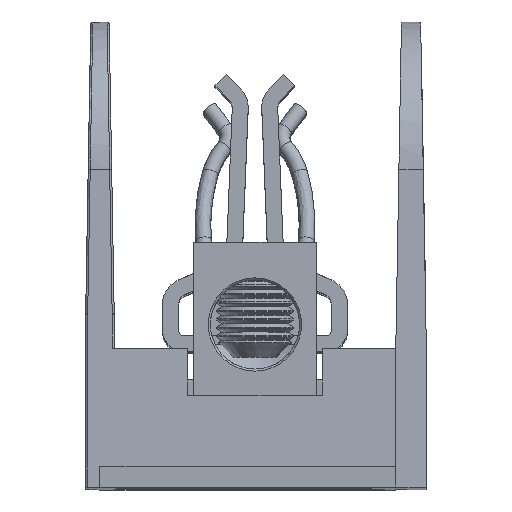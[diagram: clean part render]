
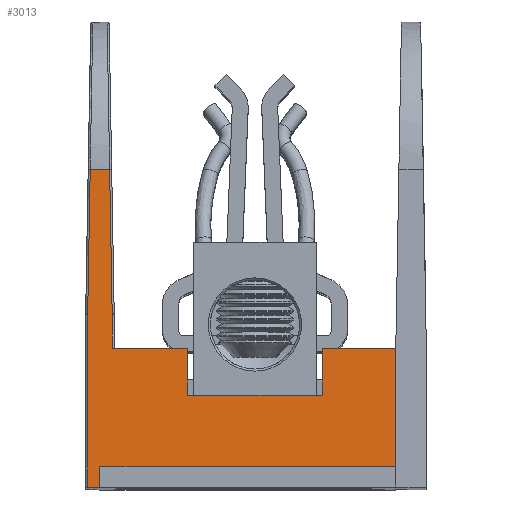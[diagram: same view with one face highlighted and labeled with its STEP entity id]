
A CAD part, top view. The second image highlights one B-rep face of the part: STEP entity #3013.
In plain terms, the highlighted planar face has unit normal (0, 0.035, 0.999).
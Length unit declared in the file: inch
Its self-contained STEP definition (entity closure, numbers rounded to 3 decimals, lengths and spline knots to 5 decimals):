
#76 = VERTEX_POINT ( 'NONE', #6562 ) ;
#718 = EDGE_CURVE ( 'NONE', #34794, #1188, #4185, .T. ) ;
#1188 = VERTEX_POINT ( 'NONE', #7277 ) ;
#1659 = VERTEX_POINT ( 'NONE', #46614 ) ;
#1685 = EDGE_CURVE ( 'NONE', #7872, #20769, #11500, .T. ) ;
#2029 = EDGE_CURVE ( 'NONE', #7774, #46620, #18660, .T. ) ;
#2653 =( BOUNDED_CURVE ( )  B_SPLINE_CURVE ( 3, ( #36320, #28463, #44202, #20739 ),
 .UNSPECIFIED., .F., .T. ) 
 B_SPLINE_CURVE_WITH_KNOTS ( ( 4, 4 ),
 ( 1.55334, 1.5708 ),
 .UNSPECIFIED. ) 
 CURVE ( )  GEOMETRIC_REPRESENTATION_ITEM ( )  RATIONAL_B_SPLINE_CURVE ( ( 1., 1., 1., 1. ) ) 
 REPRESENTATION_ITEM ( '' )  );
#2985 = ORIENTED_EDGE ( 'NONE', *, *, #45738, .T. ) ;
#3013 = ADVANCED_FACE ( 'NONE', ( #47678 ), #19885, .T. ) ;
#3205 = CARTESIAN_POINT ( 'NONE',  ( 0.13, 0., 4.0625 ) ) ;
#3696 = EDGE_CURVE ( 'NONE', #18876, #76, #36615, .T. ) ;
#4027 = EDGE_CURVE ( 'NONE', #7042, #20769, #30700, .T. ) ;
#4185 = LINE ( 'NONE', #13210, #40046 ) ;
#4359 = VERTEX_POINT ( 'NONE', #16722 ) ;
#5106 = VECTOR ( 'NONE', #33592, 39.37008 ) ;
#5598 = ORIENTED_EDGE ( 'NONE', *, *, #45275, .T. ) ;
#5975 = CARTESIAN_POINT ( 'NONE',  ( 0.13, 0.84644, 4.03294 ) ) ;
#6170 = CARTESIAN_POINT ( 'NONE',  ( 0., 0., 4.0625 ) ) ;
#6562 = CARTESIAN_POINT ( 'NONE',  ( 1.16, 0.45, 4.04679 ) ) ;
#6965 = CARTESIAN_POINT ( 'NONE',  ( 1.16, 0.7175, 4.03744 ) ) ;
#7012 = CARTESIAN_POINT ( 'NONE',  ( 0.11764, 1.556, 4.00816 ) ) ;
#7042 = VERTEX_POINT ( 'NONE', #36613 ) ;
#7277 = CARTESIAN_POINT ( 'NONE',  ( 0.5, 0.68, 4.03875 ) ) ;
#7725 = ORIENTED_EDGE ( 'NONE', *, *, #2029, .T. ) ;
#7774 = VERTEX_POINT ( 'NONE', #34858 ) ;
#7872 = VERTEX_POINT ( 'NONE', #47389 ) ;
#8069 = ORIENTED_EDGE ( 'NONE', *, *, #9392, .F. ) ;
#8210 = DIRECTION ( 'NONE',  ( -0.017, -0.999, 0.035 ) ) ;
#9045 = ORIENTED_EDGE ( 'NONE', *, *, #36786, .T. ) ;
#9364 = ORIENTED_EDGE ( 'NONE', *, *, #3696, .F. ) ;
#9392 = EDGE_CURVE ( 'NONE', #76, #4359, #25261, .T. ) ;
#9395 = DIRECTION ( 'NONE',  ( 0., 0.999, -0.035 ) ) ;
#9533 = CARTESIAN_POINT ( 'NONE',  ( 0.01, 0., 4.0625 ) ) ;
#10451 = CARTESIAN_POINT ( 'NONE',  ( 0.13, 0.84749, 4.03291 ) ) ;
#10608 = ORIENTED_EDGE ( 'NONE', *, *, #4027, .F. ) ;
#10858 = VECTOR ( 'NONE', #25670, 39.37008 ) ;
#10939 = DIRECTION ( 'NONE',  ( -0.017, 0.999, -0.035 ) ) ;
#11235 = CARTESIAN_POINT ( 'NONE',  ( 1.52, 0., 4.0625 ) ) ;
#11499 = EDGE_CURVE ( 'NONE', #36790, #7774, #2653, .T. ) ;
#11500 = LINE ( 'NONE', #25485, #10858 ) ;
#12117 = EDGE_CURVE ( 'NONE', #1659, #36790, #29508, .T. ) ;
#12308 = CARTESIAN_POINT ( 'NONE',  ( 0.025, 1.55617, 4.00816 ) ) ;
#12348 = VECTOR ( 'NONE', #35713, 39.37008 ) ;
#13210 = CARTESIAN_POINT ( 'NONE',  ( 0., 0.68, 4.03875 ) ) ;
#13327 = AXIS2_PLACEMENT_3D ( 'NONE', #16164, #43496, #20061 ) ;
#14375 = VECTOR ( 'NONE', #34005, 39.37008 ) ;
#14702 = DIRECTION ( 'NONE',  ( 0., -0.999, 0.035 ) ) ;
#16164 = CARTESIAN_POINT ( 'NONE',  ( 0., 0., 4.0625 ) ) ;
#16722 = CARTESIAN_POINT ( 'NONE',  ( 1.16, 0.68, 4.03875 ) ) ;
#17265 = ORIENTED_EDGE ( 'NONE', *, *, #11499, .T. ) ;
#18321 = CARTESIAN_POINT ( 'NONE',  ( 0.12999, 0.84854, 4.03287 ) ) ;
#18574 = VECTOR ( 'NONE', #30656, 39.37008 ) ;
#18660 = LINE ( 'NONE', #9533, #18574 ) ;
#18876 = VERTEX_POINT ( 'NONE', #30505 ) ;
#19310 = EDGE_CURVE ( 'NONE', #18876, #1188, #31500, .T. ) ;
#19885 = PLANE ( 'NONE',  #13327 ) ;
#20061 = DIRECTION ( 'NONE',  ( 0., -0.999, 0.035 ) ) ;
#20136 = ORIENTED_EDGE ( 'NONE', *, *, #49566, .T. ) ;
#20311 = VECTOR ( 'NONE', #9395, 39.37008 ) ;
#20640 = DIRECTION ( 'NONE',  ( 1., 0., 0. ) ) ;
#20687 = LINE ( 'NONE', #21577, #31146 ) ;
#20739 = CARTESIAN_POINT ( 'NONE',  ( 0.01, 0.84644, 4.03294 ) ) ;
#20769 = VERTEX_POINT ( 'NONE', #45313 ) ;
#21008 = EDGE_LOOP ( 'NONE', ( #49027, #42784, #10608, #23865, #8069, #9364, #41944, #22245, #2985, #5598, #9045, #46090, #42908, #17265, #7725, #20136 ) ) ;
#21577 = CARTESIAN_POINT ( 'NONE',  ( 0., 0.68, 4.03875 ) ) ;
#22245 = ORIENTED_EDGE ( 'NONE', *, *, #718, .F. ) ;
#23793 = VERTEX_POINT ( 'NONE', #5975 ) ;
#23865 = ORIENTED_EDGE ( 'NONE', *, *, #46674, .F. ) ;
#24927 = CARTESIAN_POINT ( 'NONE',  ( 0., 0.45, 4.04679 ) ) ;
#25261 = LINE ( 'NONE', #6965, #14375 ) ;
#25485 = CARTESIAN_POINT ( 'NONE',  ( 0.07, 0.1, 4.05901 ) ) ;
#25597 = CARTESIAN_POINT ( 'NONE',  ( 0.11764, 1.55617, 4.00816 ) ) ;
#25670 = DIRECTION ( 'NONE',  ( 1., 0., 0. ) ) ;
#25689 = DIRECTION ( 'NONE',  ( 0., 0.999, -0.035 ) ) ;
#27012 = LINE ( 'NONE', #3205, #36152 ) ;
#28463 = CARTESIAN_POINT ( 'NONE',  ( 0.01001, 0.84854, 4.03287 ) ) ;
#28872 = DIRECTION ( 'NONE',  ( 1., 0., 0. ) ) ;
#29164 = VECTOR ( 'NONE', #8210, 39.37008 ) ;
#29508 = LINE ( 'NONE', #31669, #29164 ) ;
#30505 = CARTESIAN_POINT ( 'NONE',  ( 0.5, 0.45, 4.04679 ) ) ;
#30547 = VECTOR ( 'NONE', #14702, 39.37008 ) ;
#30656 = DIRECTION ( 'NONE',  ( 0., -0.999, 0.035 ) ) ;
#30700 = LINE ( 'NONE', #11235, #30547 ) ;
#31146 = VECTOR ( 'NONE', #45080, 39.37008 ) ;
#31412 = VECTOR ( 'NONE', #25689, 39.37008 ) ;
#31500 = LINE ( 'NONE', #37170, #31412 ) ;
#31669 = CARTESIAN_POINT ( 'NONE',  ( 0.01002, 0.84923, 4.03284 ) ) ;
#31756 = CARTESIAN_POINT ( 'NONE',  ( 0.12997, 0.84958, 4.03283 ) ) ;
#32706 = CARTESIAN_POINT ( 'NONE',  ( 0.01, 0., 4.0625 ) ) ;
#32852 = CARTESIAN_POINT ( 'NONE',  ( 0.07, 0.1, 4.05901 ) ) ;
#33153 = LINE ( 'NONE', #12308, #12348 ) ;
#33556 = EDGE_CURVE ( 'NONE', #43435, #1659, #33153, .T. ) ;
#33592 = DIRECTION ( 'NONE',  ( 1., 0., 0. ) ) ;
#34005 = DIRECTION ( 'NONE',  ( 0., 0.999, -0.035 ) ) ;
#34390 = CARTESIAN_POINT ( 'NONE',  ( 0.01003, 0.84958, 4.03283 ) ) ;
#34794 = VERTEX_POINT ( 'NONE', #36465 ) ;
#34858 = CARTESIAN_POINT ( 'NONE',  ( 0.01, 0.84644, 4.03294 ) ) ;
#35121 = LINE ( 'NONE', #6170, #5106 ) ;
#35713 = DIRECTION ( 'NONE',  ( -1., 0., 0. ) ) ;
#36152 = VECTOR ( 'NONE', #50052, 39.37008 ) ;
#36320 = CARTESIAN_POINT ( 'NONE',  ( 0.01003, 0.84958, 4.03283 ) ) ;
#36465 = CARTESIAN_POINT ( 'NONE',  ( 0.13, 0.68, 4.03875 ) ) ;
#36511 = VECTOR ( 'NONE', #28872, 39.37008 ) ;
#36613 = CARTESIAN_POINT ( 'NONE',  ( 1.52, 0.68, 4.03875 ) ) ;
#36615 = LINE ( 'NONE', #24927, #36511 ) ;
#36786 = EDGE_CURVE ( 'NONE', #47793, #43435, #40741, .T. ) ;
#36790 = VERTEX_POINT ( 'NONE', #34390 ) ;
#37170 = CARTESIAN_POINT ( 'NONE',  ( 0.5, 0., 4.0625 ) ) ;
#37870 = CARTESIAN_POINT ( 'NONE',  ( 0.13, 0.84644, 4.03294 ) ) ;
#38899 =( BOUNDED_CURVE ( )  B_SPLINE_CURVE ( 3, ( #37870, #10451, #18321, #45755 ),
 .UNSPECIFIED., .F., .F. ) 
 B_SPLINE_CURVE_WITH_KNOTS ( ( 4, 4 ),
 ( 1.5708, 1.58825 ),
 .UNSPECIFIED. ) 
 CURVE ( )  GEOMETRIC_REPRESENTATION_ITEM ( )  RATIONAL_B_SPLINE_CURVE ( ( 1., 1., 1., 1. ) ) 
 REPRESENTATION_ITEM ( '' )  );
#39535 = VECTOR ( 'NONE', #10939, 39.37008 ) ;
#40046 = VECTOR ( 'NONE', #20640, 39.37008 ) ;
#40741 = LINE ( 'NONE', #7012, #39535 ) ;
#41113 = EDGE_CURVE ( 'NONE', #49374, #7872, #41130, .T. ) ;
#41130 = LINE ( 'NONE', #32852, #20311 ) ;
#41944 = ORIENTED_EDGE ( 'NONE', *, *, #19310, .T. ) ;
#42666 = CARTESIAN_POINT ( 'NONE',  ( 0.07, 0., 4.0625 ) ) ;
#42784 = ORIENTED_EDGE ( 'NONE', *, *, #1685, .T. ) ;
#42908 = ORIENTED_EDGE ( 'NONE', *, *, #12117, .T. ) ;
#43435 = VERTEX_POINT ( 'NONE', #25597 ) ;
#43496 = DIRECTION ( 'NONE',  ( 0., 0.035, 0.999 ) ) ;
#44202 = CARTESIAN_POINT ( 'NONE',  ( 0.01, 0.84749, 4.03291 ) ) ;
#45080 = DIRECTION ( 'NONE',  ( 1., 0., 0. ) ) ;
#45275 = EDGE_CURVE ( 'NONE', #23793, #47793, #38899, .T. ) ;
#45313 = CARTESIAN_POINT ( 'NONE',  ( 1.52, 0.1, 4.05901 ) ) ;
#45738 = EDGE_CURVE ( 'NONE', #34794, #23793, #27012, .T. ) ;
#45755 = CARTESIAN_POINT ( 'NONE',  ( 0.12997, 0.84958, 4.03283 ) ) ;
#46090 = ORIENTED_EDGE ( 'NONE', *, *, #33556, .T. ) ;
#46614 = CARTESIAN_POINT ( 'NONE',  ( 0.02236, 1.55617, 4.00816 ) ) ;
#46620 = VERTEX_POINT ( 'NONE', #32706 ) ;
#46674 = EDGE_CURVE ( 'NONE', #4359, #7042, #20687, .T. ) ;
#47389 = CARTESIAN_POINT ( 'NONE',  ( 0.07, 0.1, 4.05901 ) ) ;
#47678 = FACE_OUTER_BOUND ( 'NONE', #21008, .T. ) ;
#47793 = VERTEX_POINT ( 'NONE', #31756 ) ;
#49027 = ORIENTED_EDGE ( 'NONE', *, *, #41113, .T. ) ;
#49374 = VERTEX_POINT ( 'NONE', #42666 ) ;
#49566 = EDGE_CURVE ( 'NONE', #46620, #49374, #35121, .T. ) ;
#50052 = DIRECTION ( 'NONE',  ( 0., 0.999, -0.035 ) ) ;
